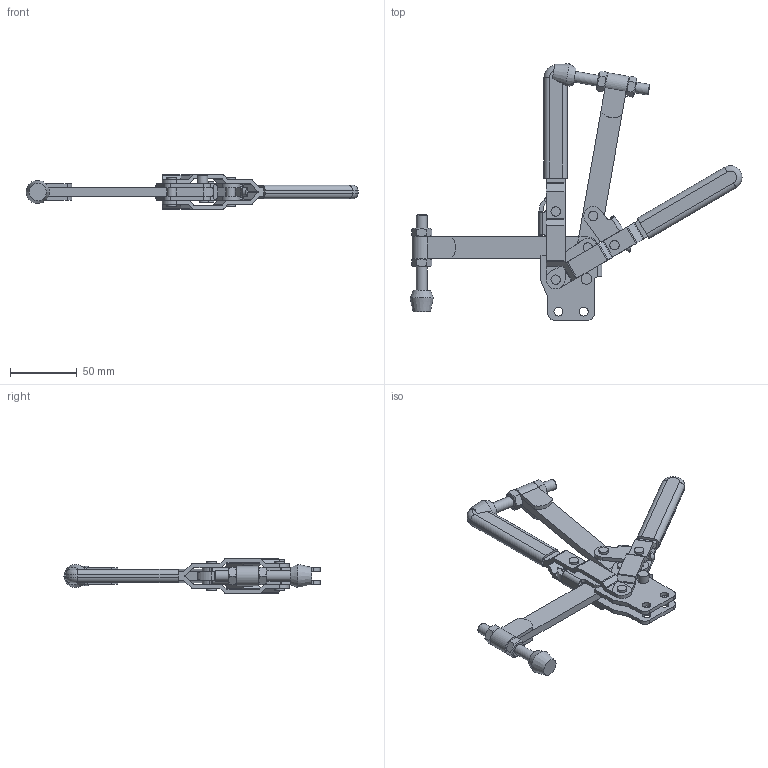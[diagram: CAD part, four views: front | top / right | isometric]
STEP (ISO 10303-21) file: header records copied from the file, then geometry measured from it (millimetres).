
FILE_DESCRIPTION((''),'2;1');
FILE_NAME('TD_2_07_SB_TUENKERS.stp','2011-02-07T08:07:13',('huberm'),(''),'Autodesk Inventor 2010','Autodesk Inventor 2010','');
FILE_SCHEMA(('AUTOMOTIVE_DESIGN { 1 0 10303 214 1 1 1 1 }'));
Length unit declared in the file: millimetre
Products named in the file (1): Bauteil1
Bounding box: 248.44 x 191.79 x 25.8 mm (x, y, z)
Volume: 104813.8 mm3; surface area: 49368.3 mm2
Topology: 1 solids, 3 shells, 385 faces, 1092 edges, 712 vertices
Faces by surface type: plane 186, cylinder 121, bspline 60, cone 14, torus 4
Full cylindrical faces by diameter (mm): 6.5 x2, 7 x15, 8 x7
Entity records: 13255 total; most frequent: CARTESIAN_POINT 3127, ORIENTED_EDGE 2078, DIRECTION 1942, EDGE_CURVE 1039, VERTEX_POINT 698, AXIS2_PLACEMENT_3D 669, VECTOR 604, LINE 604
